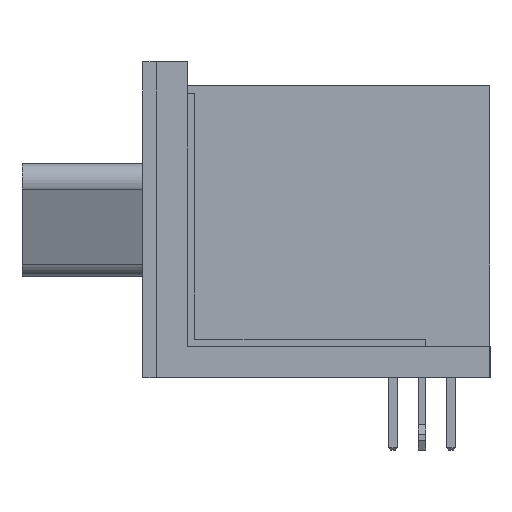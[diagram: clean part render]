
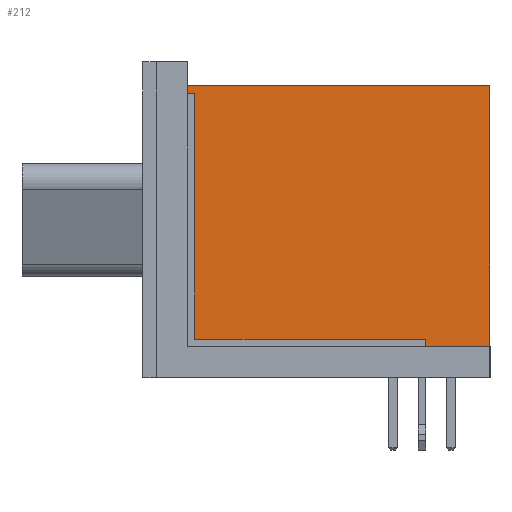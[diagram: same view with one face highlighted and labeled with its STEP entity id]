
A CAD part, left-side view. The second image highlights one B-rep face of the part: STEP entity #212.
In plain terms, the highlighted planar face has unit normal (-1, 0, 0).
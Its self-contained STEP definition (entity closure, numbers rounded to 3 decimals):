
#174=CARTESIAN_POINT('',(-10.171,-2.774,12.828));
#173=VERTEX_POINT('',#174);
#184=CARTESIAN_POINT('',(-10.171,-16.043,12.828));
#183=VERTEX_POINT('',#184);
#182=EDGE_CURVE('',#183,#173,#187,.T.);
#187=LINE('',#184,#189);
#189=VECTOR('',#190,13.269);
#190=DIRECTION('',(0.0,1.0,0.0));
#212=ADVANCED_FACE('',(#218),#213,.T.);
#213=PLANE('',#214);
#214=AXIS2_PLACEMENT_3D('',#215,#216,#217);
#215=CARTESIAN_POINT('',(-10.171,-2.774,1.387));
#216=DIRECTION('',(-1.0,0.0,0.0));
#217=DIRECTION('',(0.,0.,1.));
#218=FACE_OUTER_BOUND('',#219,.T.);
#219=EDGE_LOOP('',(#220,#230,#240,#250));
#223=CARTESIAN_POINT('',(-10.171,-16.043,1.387));
#222=VERTEX_POINT('',#223);
#225=CARTESIAN_POINT('',(-10.171,-2.774,1.387));
#224=VERTEX_POINT('',#225);
#221=EDGE_CURVE('',#222,#224,#226,.T.);
#226=LINE('',#223,#228);
#228=VECTOR('',#229,13.269);
#229=DIRECTION('',(0.0,1.0,0.0));
#220=ORIENTED_EDGE('',*,*,#221,.F.);
#231=EDGE_CURVE('',#183,#222,#236,.T.);
#236=LINE('',#184,#238);
#238=VECTOR('',#239,11.441);
#239=DIRECTION('',(0.0,0.0,-1.0));
#230=ORIENTED_EDGE('',*,*,#231,.F.);
#240=ORIENTED_EDGE('',*,*,#182,.T.);
#251=EDGE_CURVE('',#224,#173,#256,.T.);
#256=LINE('',#225,#258);
#258=VECTOR('',#259,11.441);
#259=DIRECTION('',(0.0,0.0,1.0));
#250=ORIENTED_EDGE('',*,*,#251,.F.);
